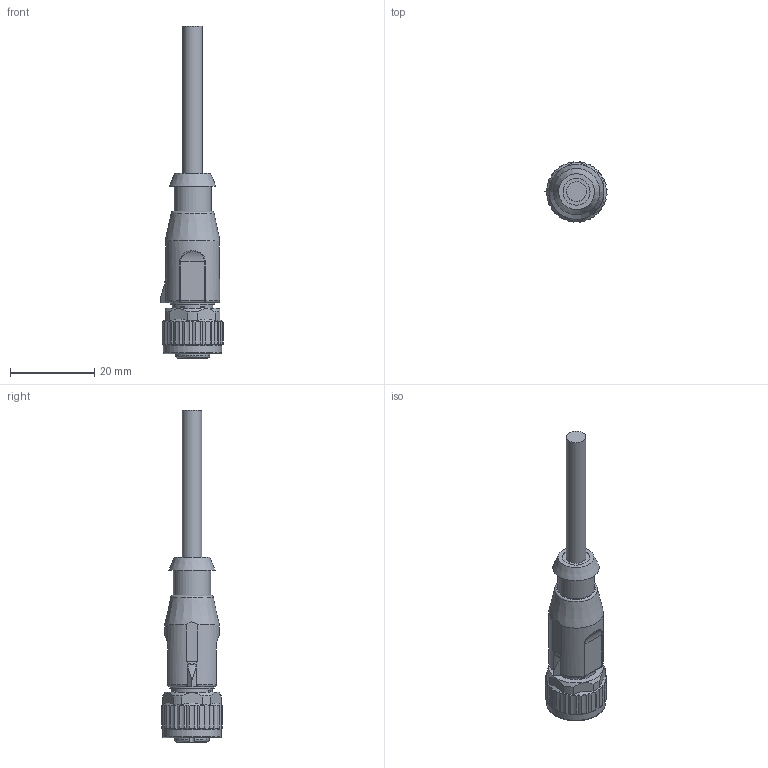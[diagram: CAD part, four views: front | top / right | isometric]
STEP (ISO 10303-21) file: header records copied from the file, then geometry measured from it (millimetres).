
FILE_DESCRIPTION(/* description */ (''),/* implementation_level */ '2;1');
FILE_NAME(/* name */ 'R-FS4TZ-P66X.step',/* time_stamp */ '2020-11-16T12:39:04-05:00',/* author */ (''),/* organization */ (''),/* preprocessor_version */ 'ST-DEVELOPER v18.1',/* originating_system */ 'Autodesk Translation Framework v9.3.0.1241',/* authorisation */ '');
FILE_SCHEMA (('AUTOMOTIVE_DESIGN { 1 0 10303 214 3 1 1 }'));
Length unit declared in the file: centimetre
Products named in the file (1): R-FS4TZ-P66X
Bounding box: 14.72 x 14.45 x 78.8 mm (x, y, z)
Volume: 5198.1 mm3; surface area: 3558.4 mm2
Topology: 1 solids, 14 shells, 433 faces, 1137 edges, 750 vertices
Faces by surface type: plane 226, cylinder 143, bspline 28, torus 15, cone 15, sphere 6
Full cylindrical faces by diameter (mm): 0.6 x1, 1.1 x5, 1.5 x5, 2.2 x1, 4.7 x1, 6.4 x1, 8.8 x1, 9.6 x1, 10.5 x1, 11 x1, 12.1 x1, 13 x1, 13.9 x1
Entity records: 14544 total; most frequent: CARTESIAN_POINT 3835, ORIENTED_EDGE 2266, DIRECTION 2057, EDGE_CURVE 1133, VERTEX_POINT 750, AXIS2_PLACEMENT_3D 748, LINE 561, VECTOR 561
